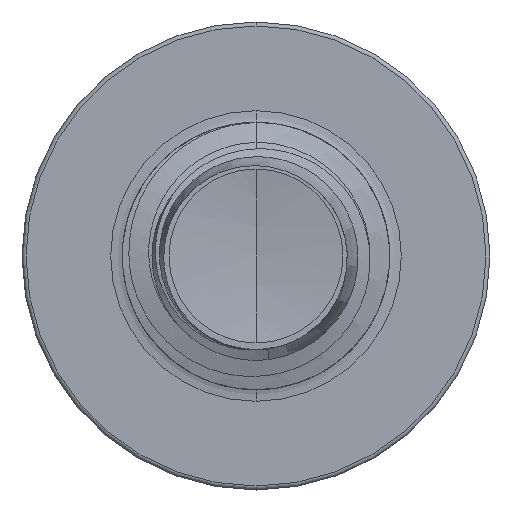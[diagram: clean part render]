
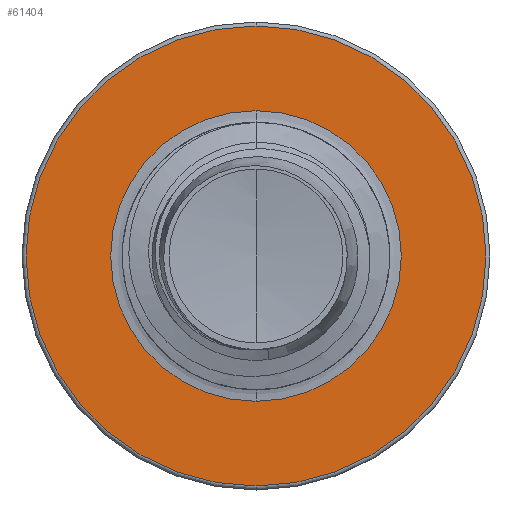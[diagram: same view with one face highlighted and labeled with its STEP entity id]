
A CAD part, front view. The second image highlights one B-rep face of the part: STEP entity #61404.
In plain terms, the highlighted planar face has unit normal (0, -1, 0).
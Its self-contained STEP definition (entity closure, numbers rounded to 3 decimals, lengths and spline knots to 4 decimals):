
#492 = DIRECTION ( 'NONE',  ( 0., 0., 1. ) ) ;
#1040 = DIRECTION ( 'NONE',  ( 0., 1., 0. ) ) ;
#3521 = AXIS2_PLACEMENT_3D ( 'NONE', #57021, #60968, #35492 ) ;
#3568 = VERTEX_POINT ( 'NONE', #40864 ) ;
#4508 = AXIS2_PLACEMENT_3D ( 'NONE', #17417, #51331, #22710 ) ;
#5098 = EDGE_LOOP ( 'NONE', ( #16404, #40228 ) ) ;
#5757 = AXIS2_PLACEMENT_3D ( 'NONE', #54741, #27118, #58633 ) ;
#7473 = CIRCLE ( 'NONE', #4508, 2.1736 ) ;
#8448 = EDGE_CURVE ( 'NONE', #29351, #49085, #7473, .T. ) ;
#10604 = ORIENTED_EDGE ( 'NONE', *, *, #47835, .F. ) ;
#15562 = CIRCLE ( 'NONE', #31918, 3.44 ) ;
#15979 = CARTESIAN_POINT ( 'NONE',  ( 0., 25., -2.1736 ) ) ;
#16404 = ORIENTED_EDGE ( 'NONE', *, *, #8448, .T. ) ;
#17417 = CARTESIAN_POINT ( 'NONE',  ( 0., 25., 0. ) ) ;
#19818 = CIRCLE ( 'NONE', #42398, 3.44 ) ;
#22710 = DIRECTION ( 'NONE',  ( 0., 0., 1. ) ) ;
#27118 = DIRECTION ( 'NONE',  ( 0., 1., 0. ) ) ;
#27985 = VERTEX_POINT ( 'NONE', #36838 ) ;
#29192 = FACE_BOUND ( 'NONE', #5098, .T. ) ;
#29351 = VERTEX_POINT ( 'NONE', #33936 ) ;
#30279 = PLANE ( 'NONE',  #3521 ) ;
#31918 = AXIS2_PLACEMENT_3D ( 'NONE', #32983, #1040, #38146 ) ;
#32494 = DIRECTION ( 'NONE',  ( 0., 1., 0. ) ) ;
#32983 = CARTESIAN_POINT ( 'NONE',  ( 0., 25., 0. ) ) ;
#33936 = CARTESIAN_POINT ( 'NONE',  ( 0., 25., 2.1736 ) ) ;
#35492 = DIRECTION ( 'NONE',  ( 0., 0., 1. ) ) ;
#36838 = CARTESIAN_POINT ( 'NONE',  ( 0., 25., 3.44 ) ) ;
#37791 = ORIENTED_EDGE ( 'NONE', *, *, #51086, .F. ) ;
#38146 = DIRECTION ( 'NONE',  ( 0., 0., 1. ) ) ;
#38175 = CIRCLE ( 'NONE', #5757, 2.1736 ) ;
#40228 = ORIENTED_EDGE ( 'NONE', *, *, #51847, .T. ) ;
#40864 = CARTESIAN_POINT ( 'NONE',  ( 0., 25., -3.44 ) ) ;
#41132 = FACE_OUTER_BOUND ( 'NONE', #50202, .T. ) ;
#42398 = AXIS2_PLACEMENT_3D ( 'NONE', #58809, #32494, #492 ) ;
#47835 = EDGE_CURVE ( 'NONE', #3568, #27985, #19818, .T. ) ;
#49085 = VERTEX_POINT ( 'NONE', #15979 ) ;
#50202 = EDGE_LOOP ( 'NONE', ( #37791, #10604 ) ) ;
#51086 = EDGE_CURVE ( 'NONE', #27985, #3568, #15562, .T. ) ;
#51331 = DIRECTION ( 'NONE',  ( 0., 1., 0. ) ) ;
#51847 = EDGE_CURVE ( 'NONE', #49085, #29351, #38175, .T. ) ;
#54741 = CARTESIAN_POINT ( 'NONE',  ( 0., 25., 0. ) ) ;
#57021 = CARTESIAN_POINT ( 'NONE',  ( 0., 25., -2.1736 ) ) ;
#58633 = DIRECTION ( 'NONE',  ( 0., 0., 1. ) ) ;
#58809 = CARTESIAN_POINT ( 'NONE',  ( 0., 25., 0. ) ) ;
#60968 = DIRECTION ( 'NONE',  ( 0., 1., 0. ) ) ;
#61404 = ADVANCED_FACE ( 'NONE', ( #41132, #29192 ), #30279, .F. ) ;
